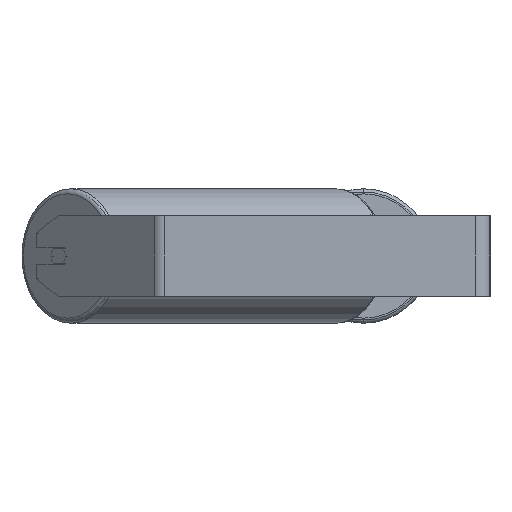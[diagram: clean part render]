
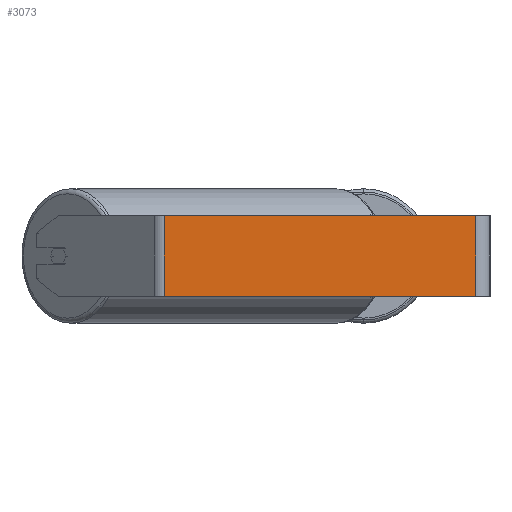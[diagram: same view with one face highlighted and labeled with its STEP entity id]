
A CAD part, left-side view. The second image highlights one B-rep face of the part: STEP entity #3073.
In plain terms, the highlighted planar face has unit normal (-1, 0, 0).
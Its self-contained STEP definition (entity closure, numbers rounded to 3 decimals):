
#300 = PLANE ( 'NONE',  #1828 ) ;
#616 = CARTESIAN_POINT ( 'NONE',  ( -620., 14., 40. ) ) ;
#1109 = VERTEX_POINT ( 'NONE', #1193 ) ;
#1193 = CARTESIAN_POINT ( 'NONE',  ( -620., 14., 40. ) ) ;
#1282 = LINE ( 'NONE', #3970, #2892 ) ;
#1323 = CARTESIAN_POINT ( 'NONE',  ( -620., 14., -40. ) ) ;
#1396 = VECTOR ( 'NONE', #5289, 1000. ) ;
#1436 = CARTESIAN_POINT ( 'NONE',  ( -620., 328.07, -40. ) ) ;
#1712 = EDGE_CURVE ( 'NONE', #6239, #8481, #2756, .T. ) ;
#1785 = FACE_OUTER_BOUND ( 'NONE', #5164, .T. ) ;
#1806 = DIRECTION ( 'NONE',  ( 0., 0., -1. ) ) ;
#1828 = AXIS2_PLACEMENT_3D ( 'NONE', #6389, #7057, #8430 ) ;
#2027 = CARTESIAN_POINT ( 'NONE',  ( -620., 322.271, 40. ) ) ;
#2051 = DIRECTION ( 'NONE',  ( 0., -1., 0. ) ) ;
#2247 = VECTOR ( 'NONE', #2051, 1000. ) ;
#2662 = ORIENTED_EDGE ( 'NONE', *, *, #6129, .T. ) ;
#2756 = LINE ( 'NONE', #1436, #2247 ) ;
#2860 = EDGE_CURVE ( 'NONE', #1109, #8481, #3918, .T. ) ;
#2892 = VECTOR ( 'NONE', #1806, 1000. ) ;
#3052 = VECTOR ( 'NONE', #3360, 1000. ) ;
#3073 = ADVANCED_FACE ( 'NONE', ( #1785 ), #300, .F. ) ;
#3360 = DIRECTION ( 'NONE',  ( 0., -1., 0. ) ) ;
#3738 = ORIENTED_EDGE ( 'NONE', *, *, #8531, .F. ) ;
#3918 = LINE ( 'NONE', #616, #1396 ) ;
#3970 = CARTESIAN_POINT ( 'NONE',  ( -620., 322.271, 40. ) ) ;
#4106 = LINE ( 'NONE', #6814, #3052 ) ;
#4630 = VERTEX_POINT ( 'NONE', #2027 ) ;
#4980 = ORIENTED_EDGE ( 'NONE', *, *, #2860, .F. ) ;
#5050 = ORIENTED_EDGE ( 'NONE', *, *, #1712, .T. ) ;
#5164 = EDGE_LOOP ( 'NONE', ( #5050, #4980, #3738, #2662 ) ) ;
#5289 = DIRECTION ( 'NONE',  ( 0., 0., -1. ) ) ;
#6129 = EDGE_CURVE ( 'NONE', #4630, #6239, #1282, .T. ) ;
#6239 = VERTEX_POINT ( 'NONE', #6889 ) ;
#6389 = CARTESIAN_POINT ( 'NONE',  ( -620., 328.07, 40. ) ) ;
#6814 = CARTESIAN_POINT ( 'NONE',  ( -620., 328.07, 40. ) ) ;
#6889 = CARTESIAN_POINT ( 'NONE',  ( -620., 322.271, -40. ) ) ;
#7057 = DIRECTION ( 'NONE',  ( 1., 0., 0. ) ) ;
#8430 = DIRECTION ( 'NONE',  ( 0., 1., 0. ) ) ;
#8481 = VERTEX_POINT ( 'NONE', #1323 ) ;
#8531 = EDGE_CURVE ( 'NONE', #4630, #1109, #4106, .T. ) ;
